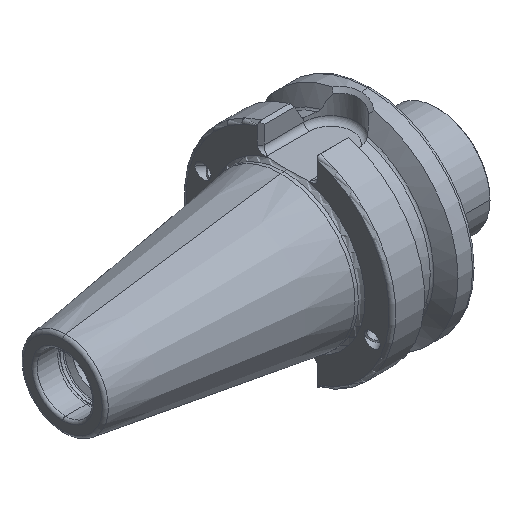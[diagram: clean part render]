
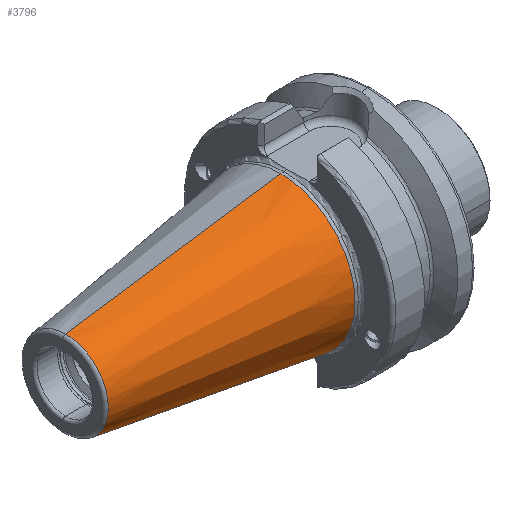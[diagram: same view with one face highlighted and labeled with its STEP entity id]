
A CAD part, isometric view. The second image highlights one B-rep face of the part: STEP entity #3796.
In plain terms, the highlighted conical face has half-angle 8.297 degrees and reference radius 22.225 mm.
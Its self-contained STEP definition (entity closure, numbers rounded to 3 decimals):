
#46 = CARTESIAN_POINT ( 'NONE',  ( -64.544, 0., 12.812 ) ) ;
#69 = EDGE_CURVE ( 'NONE', #132, #2213, #436, .T. ) ;
#131 = DIRECTION ( 'NONE',  ( 0.99, 0., 0.144 ) ) ;
#132 = VERTEX_POINT ( 'NONE', #3385 ) ;
#153 = CARTESIAN_POINT ( 'NONE',  ( 0., 0., 22.225 ) ) ;
#273 = AXIS2_PLACEMENT_3D ( 'NONE', #2353, #4487, #2000 ) ;
#436 = CIRCLE ( 'NONE', #273, 12.812 ) ;
#481 = CARTESIAN_POINT ( 'NONE',  ( 0., 0., -22.225 ) ) ;
#497 = FACE_OUTER_BOUND ( 'NONE', #533, .T. ) ;
#533 = EDGE_LOOP ( 'NONE', ( #3832, #3610, #3378, #2991 ) ) ;
#940 = CARTESIAN_POINT ( 'NONE',  ( 0., 0., -22.225 ) ) ;
#957 = VERTEX_POINT ( 'NONE', #3380 ) ;
#1062 = VECTOR ( 'NONE', #4121, 1000. ) ;
#1264 = EDGE_CURVE ( 'NONE', #2213, #957, #2153, .T. ) ;
#1317 = VECTOR ( 'NONE', #131, 1000. ) ;
#1384 = DIRECTION ( 'NONE',  ( 1., 0., 0. ) ) ;
#1767 = CARTESIAN_POINT ( 'NONE',  ( 0., 0., 0. ) ) ;
#1977 = DIRECTION ( 'NONE',  ( -1., 0., 0. ) ) ;
#2000 = DIRECTION ( 'NONE',  ( 0., 0., 1. ) ) ;
#2105 = LINE ( 'NONE', #940, #1062 ) ;
#2153 = LINE ( 'NONE', #153, #1317 ) ;
#2213 = VERTEX_POINT ( 'NONE', #46 ) ;
#2353 = CARTESIAN_POINT ( 'NONE',  ( -64.544, 0., 0. ) ) ;
#2940 = VERTEX_POINT ( 'NONE', #481 ) ;
#2969 = AXIS2_PLACEMENT_3D ( 'NONE', #1767, #1384, #4248 ) ;
#2991 = ORIENTED_EDGE ( 'NONE', *, *, #3620, .T. ) ;
#3027 = CIRCLE ( 'NONE', #3299, 22.225 ) ;
#3083 = CONICAL_SURFACE ( 'NONE', #2969, 22.225, 0.145 ) ;
#3299 = AXIS2_PLACEMENT_3D ( 'NONE', #4103, #1977, #4475 ) ;
#3378 = ORIENTED_EDGE ( 'NONE', *, *, #3655, .T. ) ;
#3380 = CARTESIAN_POINT ( 'NONE',  ( 0., 0., 22.225 ) ) ;
#3385 = CARTESIAN_POINT ( 'NONE',  ( -64.544, 0., -12.812 ) ) ;
#3610 = ORIENTED_EDGE ( 'NONE', *, *, #69, .F. ) ;
#3620 = EDGE_CURVE ( 'NONE', #2940, #957, #3027, .T. ) ;
#3655 = EDGE_CURVE ( 'NONE', #132, #2940, #2105, .T. ) ;
#3796 = ADVANCED_FACE ( 'NONE', ( #497 ), #3083, .T. ) ;
#3832 = ORIENTED_EDGE ( 'NONE', *, *, #1264, .F. ) ;
#4103 = CARTESIAN_POINT ( 'NONE',  ( 0., 0., 0. ) ) ;
#4121 = DIRECTION ( 'NONE',  ( 0.99, 0., -0.144 ) ) ;
#4248 = DIRECTION ( 'NONE',  ( 0., 0., -1. ) ) ;
#4475 = DIRECTION ( 'NONE',  ( 0., 0., 1. ) ) ;
#4487 = DIRECTION ( 'NONE',  ( -1., 0., 0. ) ) ;
